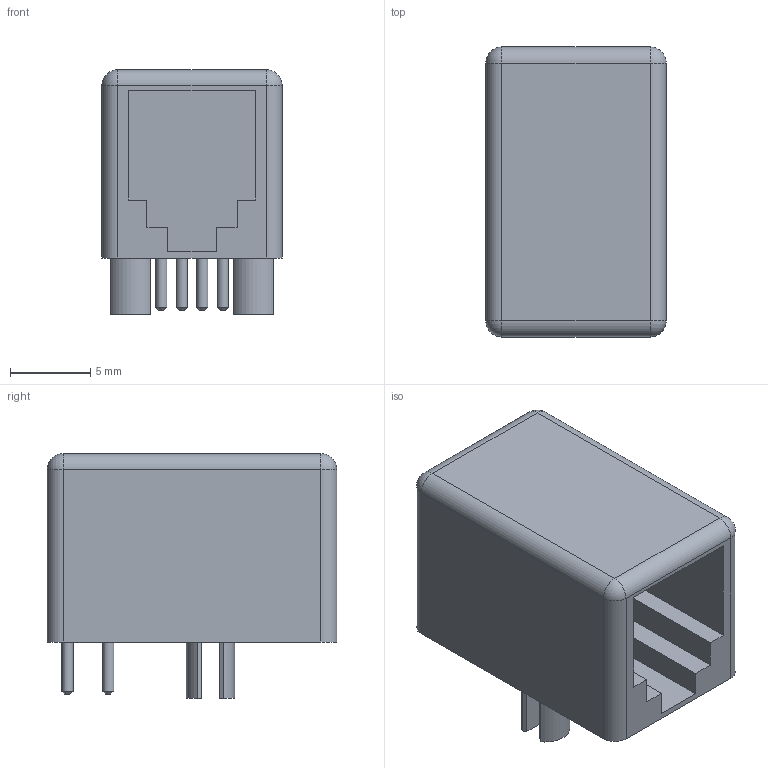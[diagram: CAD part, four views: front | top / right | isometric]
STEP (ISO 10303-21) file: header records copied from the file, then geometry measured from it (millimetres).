
FILE_DESCRIPTION(('FreeCAD Model'),'2;1');
FILE_NAME('Open CASCADE Shape Model','2022-10-23T15:53:39',(''),(''), 'Open CASCADE STEP processor 7.5','FreeCAD','Unknown');
FILE_SCHEMA(('AUTOMOTIVE_DESIGN { 1 0 10303 214 1 1 1 1 }'));
Length unit declared in the file: millimetre
Products named in the file (1): A-2004-3-4-LP-N-R001
Bounding box: 11.2 x 18 x 15.2 mm (x, y, z)
Volume: 1620.3 mm3; surface area: 1542.5 mm2
Topology: 1 solids, 1 shells, 63 faces, 144 edges, 88 vertices
Faces by surface type: plane 39, cylinder 16, sphere 4, cone 4
Full cylindrical faces by diameter (mm): 0.7 x4
Entity records: 2187 total; most frequent: DIRECTION 304, CARTESIAN_POINT 292, ORIENTED_EDGE 280, EDGE_CURVE 140, LINE 104, VECTOR 104, AXIS2_PLACEMENT_3D 100, VERTEX_POINT 88
